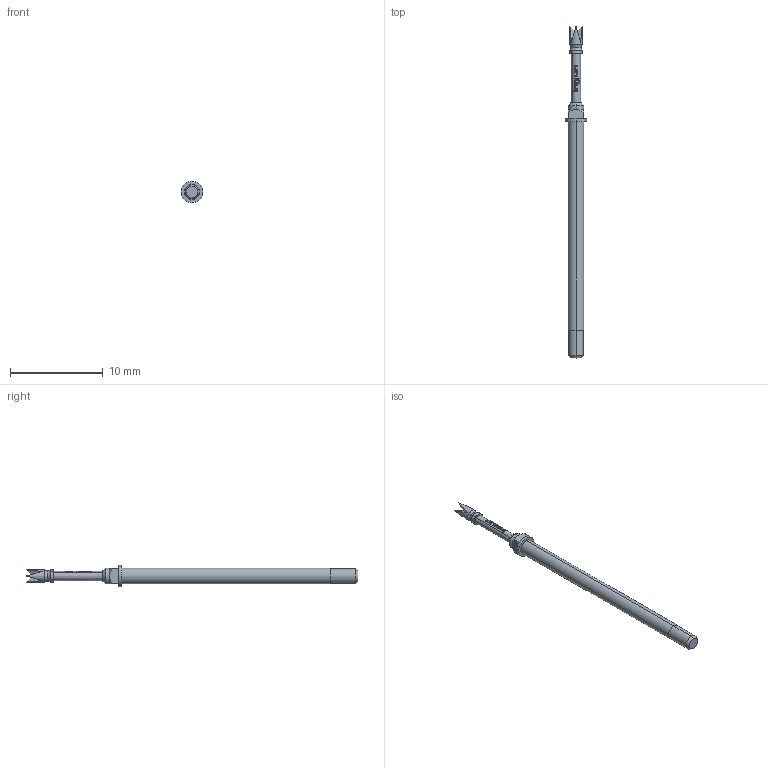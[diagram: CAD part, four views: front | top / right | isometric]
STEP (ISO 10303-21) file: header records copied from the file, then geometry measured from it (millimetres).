
FILE_DESCRIPTION (( 'STEP AP203' ), '1' );
FILE_NAME ('INGUN_HSS-118_214_130_A_xx02_M.STEP', '2022-02-02T16:11:21', ( 'ochi' ), ( '' ), 'SwSTEP 2.0', 'SolidWorks 2018', '' );
FILE_SCHEMA (( 'CONFIG_CONTROL_DESIGN' ));
Length unit declared in the file: millimetre
Products named in the file (1): INGUN_HSS-118_214_130_A_xx02_M
Bounding box: 2.3 x 35.8 x 2.3 mm (x, y, z)
Volume: 66.3 mm3; surface area: 180.7 mm2
Topology: 1 solids, 1 shells, 116 faces, 290 edges, 185 vertices
Faces by surface type: plane 60, bspline 22, cylinder 20, cone 10, torus 4
Entity records: 4479 total; most frequent: CARTESIAN_POINT 2070, ORIENTED_EDGE 580, DIRECTION 326, EDGE_CURVE 290, B_SPLINE_CURVE_WITH_KNOTS 194, VERTEX_POINT 185, AXIS2_PLACEMENT_3D 143, EDGE_LOOP 125
